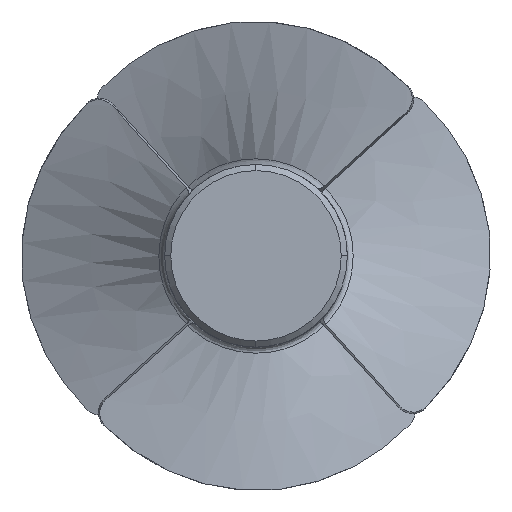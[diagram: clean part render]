
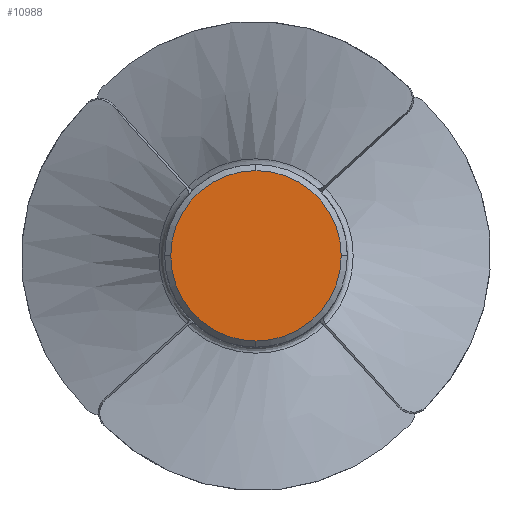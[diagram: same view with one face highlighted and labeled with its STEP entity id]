
A CAD part, top view. The second image highlights one B-rep face of the part: STEP entity #10988.
In plain terms, the highlighted planar face has unit normal (0, 0, 1).
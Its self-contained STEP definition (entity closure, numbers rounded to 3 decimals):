
#4278 = CONICAL_SURFACE('',#4279,15.,0.785);
#4279 = AXIS2_PLACEMENT_3D('',#4280,#4281,#4282);
#4280 = CARTESIAN_POINT('',(0.,0.,19.));
#4281 = DIRECTION('',(-0.,-0.,-1.));
#4282 = DIRECTION('',(1.,0.,0.));
#4307 = CONICAL_SURFACE('',#4308,15.,0.785);
#4308 = AXIS2_PLACEMENT_3D('',#4309,#4310,#4311);
#4309 = CARTESIAN_POINT('',(0.,0.,19.));
#4310 = DIRECTION('',(-0.,-0.,-1.));
#4311 = DIRECTION('',(1.,0.,0.));
#4336 = CONICAL_SURFACE('',#4337,15.,0.785);
#4337 = AXIS2_PLACEMENT_3D('',#4338,#4339,#4340);
#4338 = CARTESIAN_POINT('',(0.,0.,19.));
#4339 = DIRECTION('',(-0.,-0.,-1.));
#4340 = DIRECTION('',(1.,0.,0.));
#4363 = CONICAL_SURFACE('',#4364,15.,0.785);
#4364 = AXIS2_PLACEMENT_3D('',#4365,#4366,#4367);
#4365 = CARTESIAN_POINT('',(0.,0.,19.));
#4366 = DIRECTION('',(-0.,-0.,-1.));
#4367 = DIRECTION('',(1.,0.,0.));
#7361 = VERTEX_POINT('',#7362);
#7362 = CARTESIAN_POINT('',(14.,0.,20.));
#7381 = EDGE_CURVE('',#7382,#7361,#7384,.T.);
#7382 = VERTEX_POINT('',#7383);
#7383 = CARTESIAN_POINT('',(0.,-14.,20.));
#7384 = SURFACE_CURVE('',#7385,(#7390,#7397),.PCURVE_S1.);
#7385 = CIRCLE('',#7386,14.);
#7386 = AXIS2_PLACEMENT_3D('',#7387,#7388,#7389);
#7387 = CARTESIAN_POINT('',(0.,0.,20.));
#7388 = DIRECTION('',(0.,0.,1.));
#7389 = DIRECTION('',(1.,0.,0.));
#7390 = PCURVE('',#4363,#7391);
#7391 = DEFINITIONAL_REPRESENTATION('',(#7392),#7396);
#7392 = LINE('',#7393,#7394);
#7393 = CARTESIAN_POINT('',(-0.,-1.));
#7394 = VECTOR('',#7395,1.);
#7395 = DIRECTION('',(-1.,-0.));
#7396 = ( GEOMETRIC_REPRESENTATION_CONTEXT(2) 
PARAMETRIC_REPRESENTATION_CONTEXT() REPRESENTATION_CONTEXT('2D SPACE',''
  ) );
#7397 = PCURVE('',#7398,#7403);
#7398 = PLANE('',#7399);
#7399 = AXIS2_PLACEMENT_3D('',#7400,#7401,#7402);
#7400 = CARTESIAN_POINT('',(0.,0.,20.));
#7401 = DIRECTION('',(0.,0.,1.));
#7402 = DIRECTION('',(1.,0.,0.));
#7403 = DEFINITIONAL_REPRESENTATION('',(#7404),#7408);
#7404 = CIRCLE('',#7405,14.);
#7405 = AXIS2_PLACEMENT_2D('',#7406,#7407);
#7406 = CARTESIAN_POINT('',(0.,0.));
#7407 = DIRECTION('',(1.,0.));
#7408 = ( GEOMETRIC_REPRESENTATION_CONTEXT(2) 
PARAMETRIC_REPRESENTATION_CONTEXT() REPRESENTATION_CONTEXT('2D SPACE',''
  ) );
#7436 = EDGE_CURVE('',#7437,#7382,#7439,.T.);
#7437 = VERTEX_POINT('',#7438);
#7438 = CARTESIAN_POINT('',(-14.,0.,20.));
#7439 = SURFACE_CURVE('',#7440,(#7445,#7452),.PCURVE_S1.);
#7440 = CIRCLE('',#7441,14.);
#7441 = AXIS2_PLACEMENT_3D('',#7442,#7443,#7444);
#7442 = CARTESIAN_POINT('',(0.,0.,20.));
#7443 = DIRECTION('',(0.,0.,1.));
#7444 = DIRECTION('',(1.,0.,0.));
#7445 = PCURVE('',#4336,#7446);
#7446 = DEFINITIONAL_REPRESENTATION('',(#7447),#7451);
#7447 = LINE('',#7448,#7449);
#7448 = CARTESIAN_POINT('',(-0.,-1.));
#7449 = VECTOR('',#7450,1.);
#7450 = DIRECTION('',(-1.,-0.));
#7451 = ( GEOMETRIC_REPRESENTATION_CONTEXT(2) 
PARAMETRIC_REPRESENTATION_CONTEXT() REPRESENTATION_CONTEXT('2D SPACE',''
  ) );
#7452 = PCURVE('',#7398,#7453);
#7453 = DEFINITIONAL_REPRESENTATION('',(#7454),#7458);
#7454 = CIRCLE('',#7455,14.);
#7455 = AXIS2_PLACEMENT_2D('',#7456,#7457);
#7456 = CARTESIAN_POINT('',(0.,0.));
#7457 = DIRECTION('',(1.,0.));
#7458 = ( GEOMETRIC_REPRESENTATION_CONTEXT(2) 
PARAMETRIC_REPRESENTATION_CONTEXT() REPRESENTATION_CONTEXT('2D SPACE',''
  ) );
#7485 = VERTEX_POINT('',#7486);
#7486 = CARTESIAN_POINT('',(0.,14.,20.));
#7509 = EDGE_CURVE('',#7485,#7437,#7510,.T.);
#7510 = SURFACE_CURVE('',#7511,(#7516,#7523),.PCURVE_S1.);
#7511 = CIRCLE('',#7512,14.);
#7512 = AXIS2_PLACEMENT_3D('',#7513,#7514,#7515);
#7513 = CARTESIAN_POINT('',(0.,0.,20.));
#7514 = DIRECTION('',(0.,0.,1.));
#7515 = DIRECTION('',(1.,0.,0.));
#7516 = PCURVE('',#4307,#7517);
#7517 = DEFINITIONAL_REPRESENTATION('',(#7518),#7522);
#7518 = LINE('',#7519,#7520);
#7519 = CARTESIAN_POINT('',(-0.,-1.));
#7520 = VECTOR('',#7521,1.);
#7521 = DIRECTION('',(-1.,-0.));
#7522 = ( GEOMETRIC_REPRESENTATION_CONTEXT(2) 
PARAMETRIC_REPRESENTATION_CONTEXT() REPRESENTATION_CONTEXT('2D SPACE',''
  ) );
#7523 = PCURVE('',#7398,#7524);
#7524 = DEFINITIONAL_REPRESENTATION('',(#7525),#7529);
#7525 = CIRCLE('',#7526,14.);
#7526 = AXIS2_PLACEMENT_2D('',#7527,#7528);
#7527 = CARTESIAN_POINT('',(0.,0.));
#7528 = DIRECTION('',(1.,0.));
#7529 = ( GEOMETRIC_REPRESENTATION_CONTEXT(2) 
PARAMETRIC_REPRESENTATION_CONTEXT() REPRESENTATION_CONTEXT('2D SPACE',''
  ) );
#7537 = EDGE_CURVE('',#7361,#7485,#7538,.T.);
#7538 = SURFACE_CURVE('',#7539,(#7544,#7551),.PCURVE_S1.);
#7539 = CIRCLE('',#7540,14.);
#7540 = AXIS2_PLACEMENT_3D('',#7541,#7542,#7543);
#7541 = CARTESIAN_POINT('',(0.,0.,20.));
#7542 = DIRECTION('',(0.,0.,1.));
#7543 = DIRECTION('',(1.,0.,0.));
#7544 = PCURVE('',#4278,#7545);
#7545 = DEFINITIONAL_REPRESENTATION('',(#7546),#7550);
#7546 = LINE('',#7547,#7548);
#7547 = CARTESIAN_POINT('',(-0.,-1.));
#7548 = VECTOR('',#7549,1.);
#7549 = DIRECTION('',(-1.,-0.));
#7550 = ( GEOMETRIC_REPRESENTATION_CONTEXT(2) 
PARAMETRIC_REPRESENTATION_CONTEXT() REPRESENTATION_CONTEXT('2D SPACE',''
  ) );
#7551 = PCURVE('',#7398,#7552);
#7552 = DEFINITIONAL_REPRESENTATION('',(#7553),#7557);
#7553 = CIRCLE('',#7554,14.);
#7554 = AXIS2_PLACEMENT_2D('',#7555,#7556);
#7555 = CARTESIAN_POINT('',(0.,0.));
#7556 = DIRECTION('',(1.,0.));
#7557 = ( GEOMETRIC_REPRESENTATION_CONTEXT(2) 
PARAMETRIC_REPRESENTATION_CONTEXT() REPRESENTATION_CONTEXT('2D SPACE',''
  ) );
#10988 = ADVANCED_FACE('',(#10989),#7398,.T.);
#10989 = FACE_BOUND('',#10990,.T.);
#10990 = EDGE_LOOP('',(#10991,#10992,#10993,#10994));
#10991 = ORIENTED_EDGE('',*,*,#7537,.T.);
#10992 = ORIENTED_EDGE('',*,*,#7509,.T.);
#10993 = ORIENTED_EDGE('',*,*,#7436,.T.);
#10994 = ORIENTED_EDGE('',*,*,#7381,.T.);
